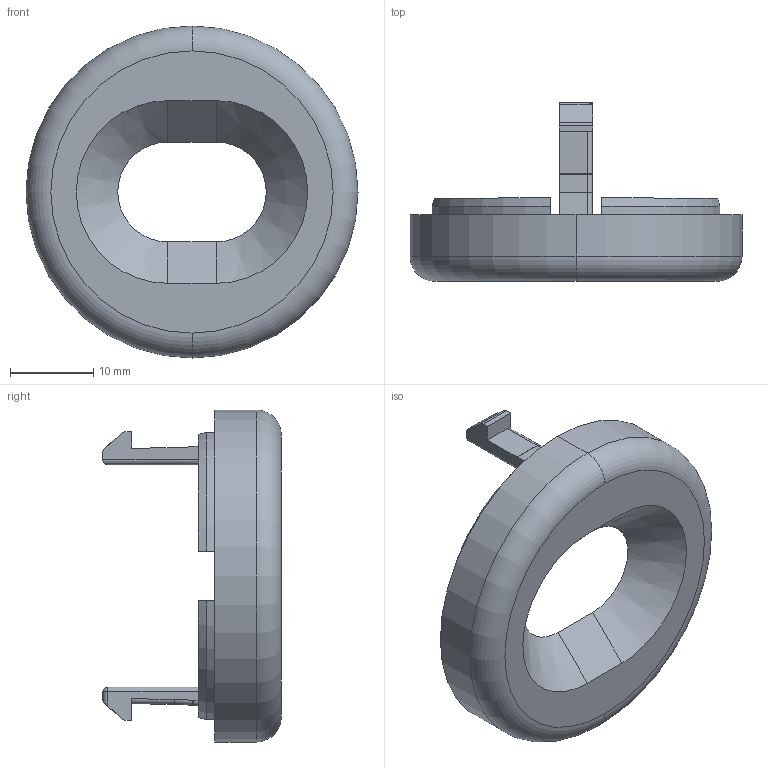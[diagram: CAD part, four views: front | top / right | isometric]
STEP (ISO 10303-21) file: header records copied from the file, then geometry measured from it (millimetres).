
FILE_DESCRIPTION (( 'STEP AP214' ), '1' );
FILE_NAME ('SensorTop_li.STEP', '2025-05-09T18:44:32', ( '' ), ( '' ), 'SwSTEP 2.0', 'SolidWorks 2021', '' );
FILE_SCHEMA (( 'AUTOMOTIVE_DESIGN' ));
Length unit declared in the file: millimetre
Products named in the file (1): SensorTop_li
Bounding box: 40 x 21.5 x 40 mm (x, y, z)
Volume: 6147.4 mm3; surface area: 4262.1 mm2
Topology: 1 solids, 1 shells, 113 faces, 314 edges, 202 vertices
Faces by surface type: plane 69, cylinder 30, torus 6, cone 6, bspline 2
Entity records: 3662 total; most frequent: CARTESIAN_POINT 764, ORIENTED_EDGE 624, DIRECTION 574, EDGE_CURVE 312, LINE 222, VECTOR 222, VERTEX_POINT 202, AXIS2_PLACEMENT_3D 176
